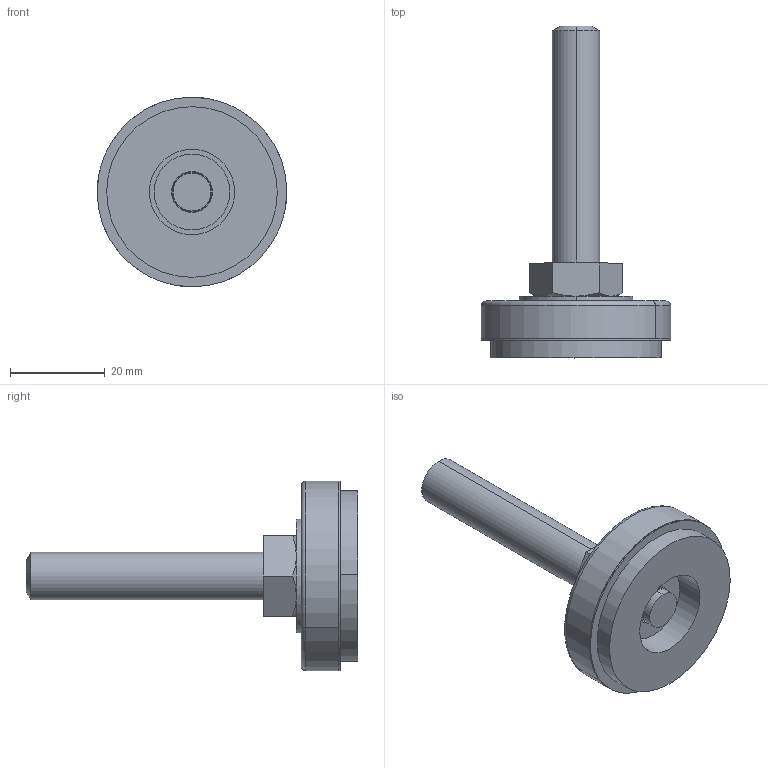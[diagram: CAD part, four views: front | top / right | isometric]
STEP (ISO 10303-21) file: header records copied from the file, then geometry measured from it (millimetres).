
FILE_DESCRIPTION (( 'STEP AP203' ), '1' );
FILE_NAME ('KC-280-4_.STEP', '2006-06-08T05:55:11', ( ' ' ), ( ' ' ), 'SwSTEP 2.0', 'SolidWorks 2005204', '' );
FILE_SCHEMA (( 'CONFIG_CONTROL_DESIGN' ));
Length unit declared in the file: millimetre
Products named in the file (6): KC-280-4_; KC-280-4,-5用ワッシャー2_ﾃﾞﾌｫﾙﾄ; KC-280-4儃儖僩_岞_棉太倌; KC-280-4,5用ワッシャー_ﾃﾞﾌｫﾙﾄ; KC-280-4,5僇僶乕_棉太倌; KC-280-4,5僑儉懌_棉太倌
Assembly tree (5 placements, depth 2):
  KC-280-4_
    KC-280-4,5用ワッシャー_ﾃﾞﾌｫﾙﾄ
    KC-280-4,-5用ワッシャー2_ﾃﾞﾌｫﾙﾄ
    KC-280-4,5僑儉懌_棉太倌
    KC-280-4儃儖僩_岞_棉太倌
    KC-280-4,5僇僶乕_棉太倌
Bounding box: 40 x 70 x 40 mm (x, y, z)
Volume: 18812.9 mm3; surface area: 12215.1 mm2
Topology: 5 solids, 5 shells, 76 faces, 154 edges, 98 vertices
Faces by surface type: cylinder 36, plane 26, cone 8, torus 6
Entity records: 2710 total; most frequent: CARTESIAN_POINT 404, DIRECTION 402, ORIENTED_EDGE 308, AXIS2_PLACEMENT_3D 176, EDGE_CURVE 154, VERTEX_POINT 98, EDGE_LOOP 94, CIRCLE 92
